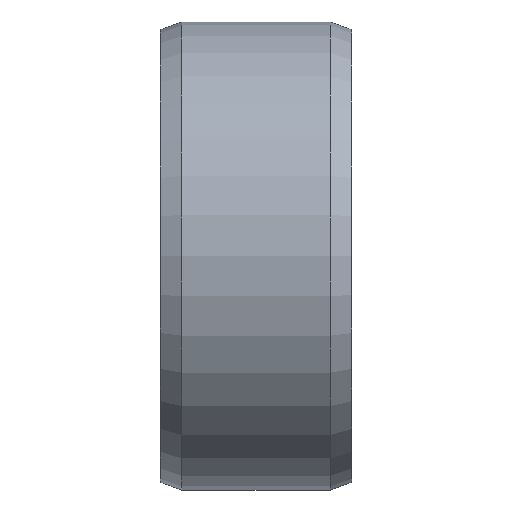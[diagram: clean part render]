
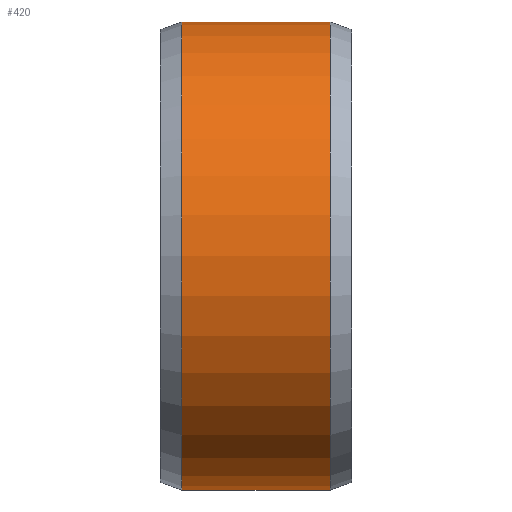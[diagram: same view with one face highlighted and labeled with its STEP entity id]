
A CAD part, top view. The second image highlights one B-rep face of the part: STEP entity #420.
In plain terms, the highlighted cylindrical face has radius 11 mm (diameter 22 mm), a partial arc.
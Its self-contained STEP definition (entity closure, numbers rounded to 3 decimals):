
#159=CARTESIAN_POINT('',(-3.5,0.,0.));
#160=DIRECTION('',(1.,0.,0.));
#161=DIRECTION('',(0.,1.,0.));
#162=AXIS2_PLACEMENT_3D('',#159,#160,#161);
#164=CARTESIAN_POINT('',(-3.5,0.,0.));
#165=DIRECTION('',(1.,0.,0.));
#166=DIRECTION('',(0.,0.,1.));
#167=AXIS2_PLACEMENT_3D('',#164,#165,#166);
#173=DIRECTION('',(-1.,0.,0.));
#174=VECTOR('',#173,7.);
#175=CARTESIAN_POINT('',(3.5,-11.,0.));
#176=LINE('',#175,#174);
#177=CARTESIAN_POINT('',(3.5,0.,0.));
#178=DIRECTION('',(-1.,0.,0.));
#179=DIRECTION('',(0.,-1.,0.));
#180=AXIS2_PLACEMENT_3D('',#177,#178,#179);
#182=CARTESIAN_POINT('',(3.5,0.,0.));
#183=DIRECTION('',(-1.,0.,0.));
#184=DIRECTION('',(0.,0.,1.));
#185=AXIS2_PLACEMENT_3D('',#182,#183,#184);
#235=DIRECTION('',(-1.,0.,0.));
#236=VECTOR('',#235,7.);
#237=CARTESIAN_POINT('',(3.5,11.,0.));
#238=LINE('',#237,#236);
#301=CARTESIAN_POINT('',(-3.5,-11.,0.));
#302=VERTEX_POINT('',#301);
#304=CARTESIAN_POINT('',(-3.5,11.,0.));
#306=VERTEX_POINT('',#304);
#337=CARTESIAN_POINT('',(3.5,-11.,0.));
#338=VERTEX_POINT('',#337);
#339=CARTESIAN_POINT('',(3.5,0.,11.));
#340=CARTESIAN_POINT('',(3.5,11.,0.));
#341=VERTEX_POINT('',#339);
#342=VERTEX_POINT('',#340);
#345=CARTESIAN_POINT('',(-3.5,0.,11.));
#346=VERTEX_POINT('',#345);
#403=CARTESIAN_POINT('',(-4.5,0.,0.));
#404=DIRECTION('',(1.,0.,0.));
#405=DIRECTION('',(0.,-1.,0.));
#406=AXIS2_PLACEMENT_3D('',#403,#404,#405);
#407=CYLINDRICAL_SURFACE('',#406,11.);
#409=ORIENTED_EDGE('',*,*,#408,.F.);
#411=ORIENTED_EDGE('',*,*,#410,.F.);
#413=ORIENTED_EDGE('',*,*,#412,.T.);
#414=ORIENTED_EDGE('',*,*,#397,.F.);
#415=ORIENTED_EDGE('',*,*,#395,.F.);
#417=ORIENTED_EDGE('',*,*,#416,.F.);
#418=EDGE_LOOP('',(#409,#411,#413,#414,#415,#417));
#419=FACE_OUTER_BOUND('',#418,.F.);
#163=CIRCLE('',#162,11.);
#168=CIRCLE('',#167,11.);
#181=CIRCLE('',#180,11.);
#186=CIRCLE('',#185,11.);
#395=EDGE_CURVE('',#306,#346,#163,.T.);
#397=EDGE_CURVE('',#346,#302,#168,.T.);
#408=EDGE_CURVE('',#341,#342,#186,.T.);
#410=EDGE_CURVE('',#338,#341,#181,.T.);
#412=EDGE_CURVE('',#338,#302,#176,.T.);
#416=EDGE_CURVE('',#342,#306,#238,.T.);
#420=ADVANCED_FACE('',(#419),#407,.T.);
